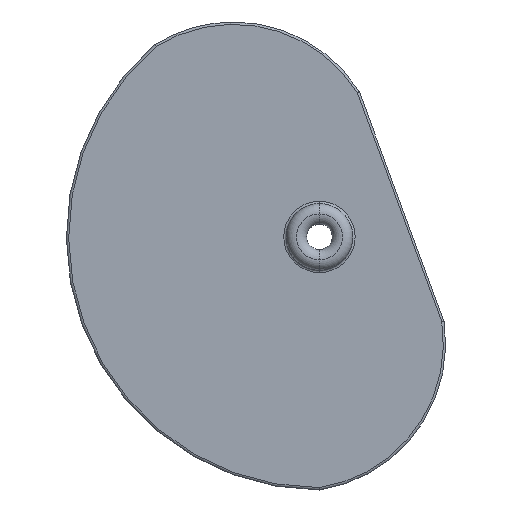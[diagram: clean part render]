
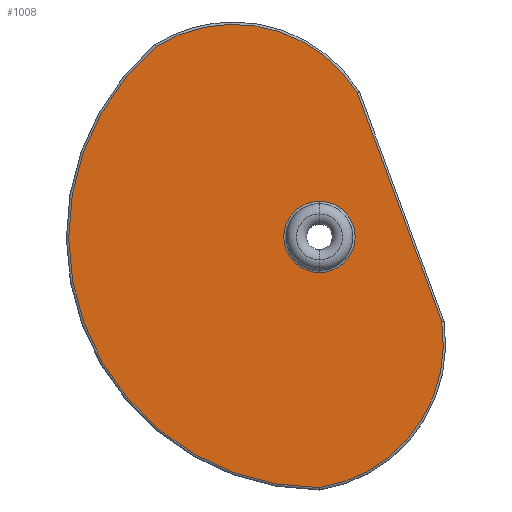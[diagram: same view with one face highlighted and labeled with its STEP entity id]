
A CAD part, front view. The second image highlights one B-rep face of the part: STEP entity #1008.
In plain terms, the highlighted planar face has unit normal (0, -1, 0).
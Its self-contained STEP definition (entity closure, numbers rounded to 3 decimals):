
#1 = ORIENTED_EDGE ( 'NONE', *, *, #712, .T. ) ;
#34 = DIRECTION ( 'NONE',  ( 0., 0., -1. ) ) ;
#48 = AXIS2_PLACEMENT_3D ( 'NONE', #900, #1186, #34 ) ;
#70 = LINE ( 'NONE', #548, #750 ) ;
#99 = AXIS2_PLACEMENT_3D ( 'NONE', #365, #269, #766 ) ;
#112 = ORIENTED_EDGE ( 'NONE', *, *, #289, .T. ) ;
#125 = ORIENTED_EDGE ( 'NONE', *, *, #207, .T. ) ;
#163 = CARTESIAN_POINT ( 'NONE',  ( 0., 16., 0. ) ) ;
#193 = EDGE_CURVE ( 'NONE', #1010, #802, #847, .T. ) ;
#207 = EDGE_CURVE ( 'NONE', #802, #1010, #296, .T. ) ;
#212 = DIRECTION ( 'NONE',  ( 0., 1., 0. ) ) ;
#244 = DIRECTION ( 'NONE',  ( -0.346, 0., 0.938 ) ) ;
#269 = DIRECTION ( 'NONE',  ( 0., -1., 0. ) ) ;
#289 = EDGE_CURVE ( 'NONE', #764, #901, #1255, .T. ) ;
#296 = CIRCLE ( 'NONE', #1176, 1.55 ) ;
#365 = CARTESIAN_POINT ( 'NONE',  ( -0.957, 16., -4.628 ) ) ;
#367 = FACE_OUTER_BOUND ( 'NONE', #957, .T. ) ;
#376 = CIRCLE ( 'NONE', #1094, 6.343 ) ;
#471 = DIRECTION ( 'NONE',  ( 0., 0., -1. ) ) ;
#548 = CARTESIAN_POINT ( 'NONE',  ( 1.637, 16., 6.275 ) ) ;
#578 = DIRECTION ( 'NONE',  ( 0., -1., 0. ) ) ;
#601 = DIRECTION ( 'NONE',  ( 0., 0., -1. ) ) ;
#647 = CARTESIAN_POINT ( 'NONE',  ( 0., 16., 0. ) ) ;
#658 = CARTESIAN_POINT ( 'NONE',  ( -0.007, 16., -10.9 ) ) ;
#673 = CARTESIAN_POINT ( 'NONE',  ( -3.734, 16., 2.897 ) ) ;
#702 = AXIS2_PLACEMENT_3D ( 'NONE', #163, #839, #471 ) ;
#712 = EDGE_CURVE ( 'NONE', #912, #849, #70, .T. ) ;
#748 = DIRECTION ( 'NONE',  ( 0., -1., 0. ) ) ;
#749 = PLANE ( 'NONE',  #702 ) ;
#750 = VECTOR ( 'NONE', #244, 1000. ) ;
#764 = VERTEX_POINT ( 'NONE', #937 ) ;
#766 = DIRECTION ( 'NONE',  ( 0., 0., -1. ) ) ;
#802 = VERTEX_POINT ( 'NONE', #1118 ) ;
#813 = DIRECTION ( 'NONE',  ( 0., 0., -1. ) ) ;
#839 = DIRECTION ( 'NONE',  ( 0., -1., 0. ) ) ;
#847 = CIRCLE ( 'NONE', #48, 1.55 ) ;
#849 = VERTEX_POINT ( 'NONE', #902 ) ;
#857 = CARTESIAN_POINT ( 'NONE',  ( 5.318, 16., -3.697 ) ) ;
#894 = ORIENTED_EDGE ( 'NONE', *, *, #193, .T. ) ;
#900 = CARTESIAN_POINT ( 'NONE',  ( 0., 16., 0. ) ) ;
#901 = VERTEX_POINT ( 'NONE', #658 ) ;
#902 = CARTESIAN_POINT ( 'NONE',  ( 1.641, 16., 6.265 ) ) ;
#912 = VERTEX_POINT ( 'NONE', #857 ) ;
#921 = EDGE_CURVE ( 'NONE', #901, #912, #1196, .T. ) ;
#937 = CARTESIAN_POINT ( 'NONE',  ( -7.087, 16., 8.282 ) ) ;
#939 = DIRECTION ( 'NONE',  ( 0., 0., -1. ) ) ;
#945 = FACE_BOUND ( 'NONE', #962, .T. ) ;
#956 = EDGE_CURVE ( 'NONE', #849, #764, #376, .T. ) ;
#957 = EDGE_LOOP ( 'NONE', ( #963, #1, #1135, #112 ) ) ;
#962 = EDGE_LOOP ( 'NONE', ( #894, #125 ) ) ;
#963 = ORIENTED_EDGE ( 'NONE', *, *, #921, .T. ) ;
#1008 = ADVANCED_FACE ( 'NONE', ( #945, #367 ), #749, .T. ) ;
#1010 = VERTEX_POINT ( 'NONE', #1244 ) ;
#1087 = CARTESIAN_POINT ( 'NONE',  ( 0., 16., 0. ) ) ;
#1094 = AXIS2_PLACEMENT_3D ( 'NONE', #673, #578, #601 ) ;
#1118 = CARTESIAN_POINT ( 'NONE',  ( 0., 16., 1.55 ) ) ;
#1135 = ORIENTED_EDGE ( 'NONE', *, *, #956, .T. ) ;
#1173 = AXIS2_PLACEMENT_3D ( 'NONE', #647, #748, #939 ) ;
#1176 = AXIS2_PLACEMENT_3D ( 'NONE', #1087, #212, #813 ) ;
#1186 = DIRECTION ( 'NONE',  ( 0., 1., 0. ) ) ;
#1196 = CIRCLE ( 'NONE', #99, 6.343 ) ;
#1244 = CARTESIAN_POINT ( 'NONE',  ( 0., 16., -1.55 ) ) ;
#1255 = CIRCLE ( 'NONE', #1173, 10.9 ) ;
